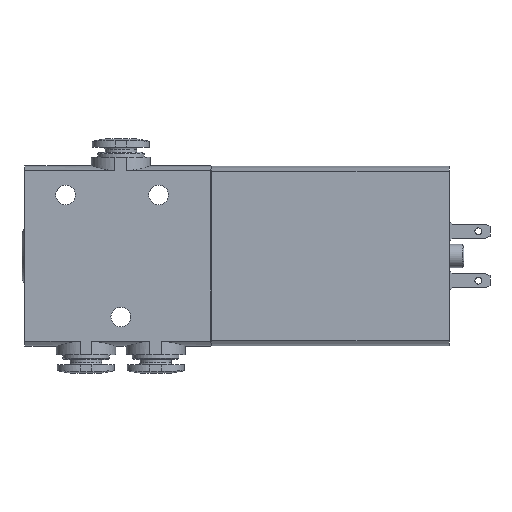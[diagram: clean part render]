
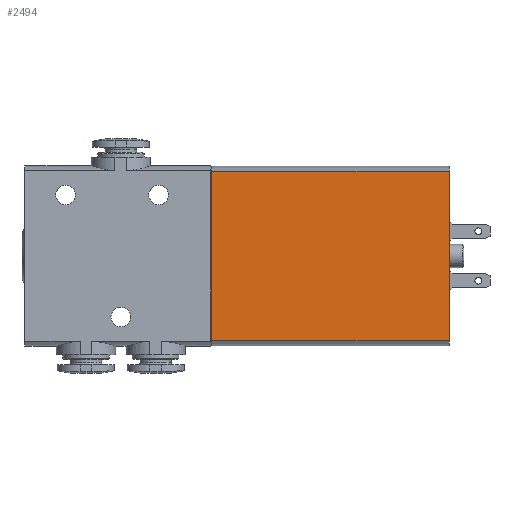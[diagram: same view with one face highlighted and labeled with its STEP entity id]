
A CAD part, top view. The second image highlights one B-rep face of the part: STEP entity #2494.
In plain terms, the highlighted planar face has unit normal (0, 0, 1).
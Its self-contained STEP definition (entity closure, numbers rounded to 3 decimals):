
#109=LINE('',#3573,#223);
#119=LINE('',#3607,#233);
#123=LINE('',#3619,#237);
#124=LINE('',#3621,#238);
#223=VECTOR('',#2948,1000.);
#233=VECTOR('',#2982,1000.);
#237=VECTOR('',#2994,1000.);
#238=VECTOR('',#2997,1000.);
#316=PLANE('',#2661);
#585=ORIENTED_EDGE('',*,*,#971,.F.);
#586=ORIENTED_EDGE('',*,*,#972,.F.);
#587=ORIENTED_EDGE('',*,*,#965,.T.);
#588=ORIENTED_EDGE('',*,*,#949,.F.);
#949=EDGE_CURVE('',#1162,#1163,#109,.T.);
#965=EDGE_CURVE('',#1174,#1163,#119,.T.);
#971=EDGE_CURVE('',#1177,#1162,#123,.T.);
#972=EDGE_CURVE('',#1174,#1177,#124,.T.);
#1162=VERTEX_POINT('',#3574);
#1163=VERTEX_POINT('',#3575);
#1174=VERTEX_POINT('',#3608);
#1177=VERTEX_POINT('',#3618);
#1384=EDGE_LOOP('',(#585,#586,#587,#588));
#1556=FACE_BOUND('',#1384,.T.);
#2494=ADVANCED_FACE('',(#1556),#316,.F.);
#2661=AXIS2_PLACEMENT_3D('',#3620,#2995,#2996);
#2948=DIRECTION('',(0.,1.,0.));
#2982=DIRECTION('',(-1.,0.,0.));
#2994=DIRECTION('',(-1.,0.,0.));
#2995=DIRECTION('',(0.,0.,-1.));
#2996=DIRECTION('',(-1.,0.,0.));
#2997=DIRECTION('',(0.,-1.,0.));
#3573=CARTESIAN_POINT('',(-4.4,0.,4.9));
#3574=CARTESIAN_POINT('',(-4.4,0.923,4.9));
#3575=CARTESIAN_POINT('',(-4.4,30.077,4.9));
#3607=CARTESIAN_POINT('',(36.5,30.077,4.9));
#3608=CARTESIAN_POINT('',(36.5,30.077,4.9));
#3618=CARTESIAN_POINT('',(36.5,0.923,4.9));
#3619=CARTESIAN_POINT('',(36.5,0.923,4.9));
#3620=CARTESIAN_POINT('',(36.5,30.077,4.9));
#3621=CARTESIAN_POINT('',(36.5,30.077,4.9));
